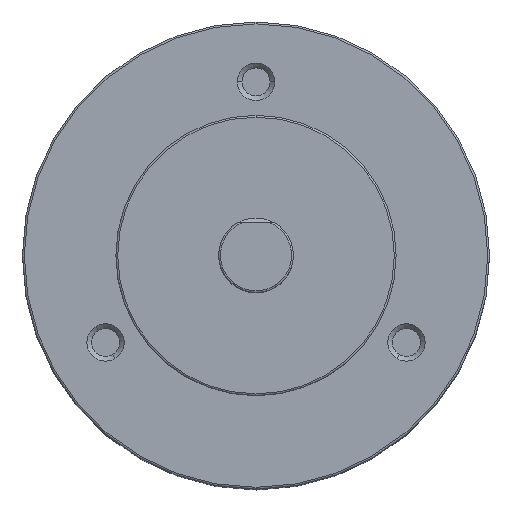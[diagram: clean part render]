
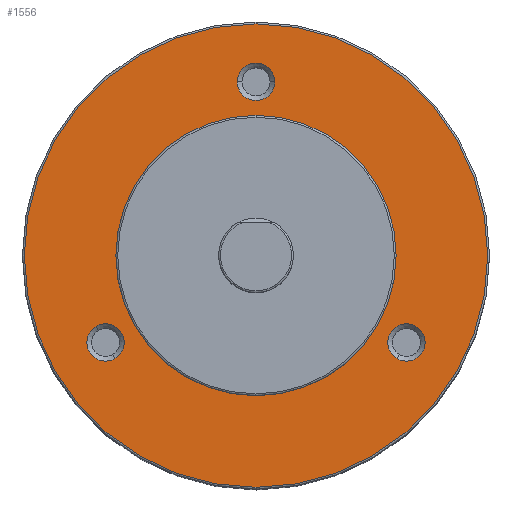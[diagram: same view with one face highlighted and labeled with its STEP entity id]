
A CAD part, top view. The second image highlights one B-rep face of the part: STEP entity #1556.
In plain terms, the highlighted planar face has unit normal (0, 0, 1).
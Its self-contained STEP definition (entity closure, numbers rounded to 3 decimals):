
#406=CARTESIAN_POINT('',(0.,0.,50.));
#407=DIRECTION('',(0.,0.,1.));
#408=DIRECTION('',(0.,1.,0.));
#409=AXIS2_PLACEMENT_3D('',#406,#407,#408);
#414=CARTESIAN_POINT('',(0.,0.,50.));
#415=DIRECTION('',(0.,0.,1.));
#416=DIRECTION('',(0.,-1.,0.));
#417=AXIS2_PLACEMENT_3D('',#414,#415,#416);
#422=CARTESIAN_POINT('',(0.,18.596,50.));
#423=DIRECTION('',(0.,0.,-1.));
#424=DIRECTION('',(1.,0.,0.));
#425=AXIS2_PLACEMENT_3D('',#422,#423,#424);
#430=CARTESIAN_POINT('',(0.,18.596,50.));
#431=DIRECTION('',(0.,0.,-1.));
#432=DIRECTION('',(-1.,0.,0.));
#433=AXIS2_PLACEMENT_3D('',#430,#431,#432);
#438=CARTESIAN_POINT('',(16.104,-9.298,50.));
#439=DIRECTION('',(0.,0.,-1.));
#440=DIRECTION('',(0.5,0.866,0.));
#441=AXIS2_PLACEMENT_3D('',#438,#439,#440);
#446=CARTESIAN_POINT('',(16.104,-9.298,50.));
#447=DIRECTION('',(0.,0.,-1.));
#448=DIRECTION('',(-0.5,-0.866,0.));
#449=AXIS2_PLACEMENT_3D('',#446,#447,#448);
#454=CARTESIAN_POINT('',(-16.104,-9.298,50.));
#455=DIRECTION('',(0.,0.,-1.));
#456=DIRECTION('',(-0.5,0.866,0.));
#457=AXIS2_PLACEMENT_3D('',#454,#455,#456);
#462=CARTESIAN_POINT('',(-16.104,-9.298,50.));
#463=DIRECTION('',(0.,0.,-1.));
#464=DIRECTION('',(0.5,-0.866,0.));
#465=AXIS2_PLACEMENT_3D('',#462,#463,#464);
#485=CARTESIAN_POINT('',(0.,0.,50.));
#486=DIRECTION('',(0.,0.,-1.));
#487=DIRECTION('',(0.,1.,0.));
#488=AXIS2_PLACEMENT_3D('',#485,#486,#487);
#666=CARTESIAN_POINT('',(0.,0.,50.));
#667=DIRECTION('',(0.,0.,1.));
#668=DIRECTION('',(0.,1.,0.));
#669=AXIS2_PLACEMENT_3D('',#666,#667,#668);
#1072=CARTESIAN_POINT('',(0.,15.,50.));
#1073=CARTESIAN_POINT('',(0.,-15.,50.));
#1074=VERTEX_POINT('',#1072);
#1075=VERTEX_POINT('',#1073);
#1115=CARTESIAN_POINT('',(0.,24.8,50.));
#1116=CARTESIAN_POINT('',(0.,-24.8,50.));
#1117=VERTEX_POINT('',#1115);
#1118=VERTEX_POINT('',#1116);
#1157=CARTESIAN_POINT('',(2.,18.596,50.));
#1158=CARTESIAN_POINT('',(-2.,18.596,50.));
#1159=VERTEX_POINT('',#1157);
#1160=VERTEX_POINT('',#1158);
#1165=CARTESIAN_POINT('',(17.104,-7.566,50.));
#1166=CARTESIAN_POINT('',(15.104,-11.03,50.));
#1167=VERTEX_POINT('',#1165);
#1168=VERTEX_POINT('',#1166);
#1173=CARTESIAN_POINT('',(-17.104,-7.566,
50.));
#1174=CARTESIAN_POINT('',(-15.104,-11.03,
50.));
#1175=VERTEX_POINT('',#1173);
#1176=VERTEX_POINT('',#1174);
#1522=CARTESIAN_POINT('',(0.,0.,50.));
#1523=DIRECTION('',(0.,0.,1.));
#1524=DIRECTION('',(0.,1.,0.));
#1525=AXIS2_PLACEMENT_3D('',#1522,#1523,#1524);
#1526=PLANE('',#1525);
#1527=ORIENTED_EDGE('',*,*,#1512,.F.);
#1529=ORIENTED_EDGE('',*,*,#1528,.F.);
#1530=EDGE_LOOP('',(#1527,#1529));
#1531=FACE_OUTER_BOUND('',#1530,.F.);
#1533=ORIENTED_EDGE('',*,*,#1532,.F.);
#1535=ORIENTED_EDGE('',*,*,#1534,.T.);
#1536=EDGE_LOOP('',(#1533,#1535));
#1537=FACE_BOUND('',#1536,.F.);
#1539=ORIENTED_EDGE('',*,*,#1538,.F.);
#1541=ORIENTED_EDGE('',*,*,#1540,.F.);
#1542=EDGE_LOOP('',(#1539,#1541));
#1543=FACE_BOUND('',#1542,.F.);
#1545=ORIENTED_EDGE('',*,*,#1544,.F.);
#1547=ORIENTED_EDGE('',*,*,#1546,.F.);
#1548=EDGE_LOOP('',(#1545,#1547));
#1549=FACE_BOUND('',#1548,.F.);
#1551=ORIENTED_EDGE('',*,*,#1550,.F.);
#1553=ORIENTED_EDGE('',*,*,#1552,.F.);
#1554=EDGE_LOOP('',(#1551,#1553));
#1555=FACE_BOUND('',#1554,.F.);
#1556=ADVANCED_FACE('',(#1531,#1537,#1543,#1549,#1555),#1526,.T.);
#410=CIRCLE('',#409,24.8);
#418=CIRCLE('',#417,24.8);
#426=CIRCLE('',#425,2.);
#434=CIRCLE('',#433,2.);
#442=CIRCLE('',#441,2.);
#450=CIRCLE('',#449,2.);
#458=CIRCLE('',#457,2.);
#466=CIRCLE('',#465,2.);
#489=CIRCLE('',#488,15.);
#670=CIRCLE('',#669,15.);
#1512=EDGE_CURVE('',#1117,#1118,#410,.T.);
#1528=EDGE_CURVE('',#1118,#1117,#418,.T.);
#1532=EDGE_CURVE('',#1074,#1075,#489,.T.);
#1534=EDGE_CURVE('',#1074,#1075,#670,.T.);
#1538=EDGE_CURVE('',#1159,#1160,#426,.T.);
#1540=EDGE_CURVE('',#1160,#1159,#434,.T.);
#1544=EDGE_CURVE('',#1167,#1168,#442,.T.);
#1546=EDGE_CURVE('',#1168,#1167,#450,.T.);
#1550=EDGE_CURVE('',#1175,#1176,#458,.T.);
#1552=EDGE_CURVE('',#1176,#1175,#466,.T.);
